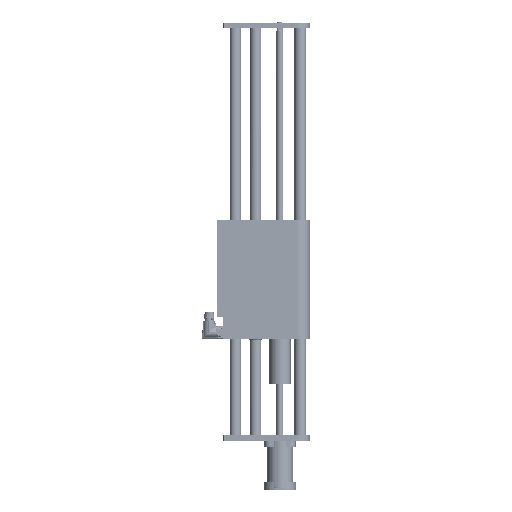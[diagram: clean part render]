
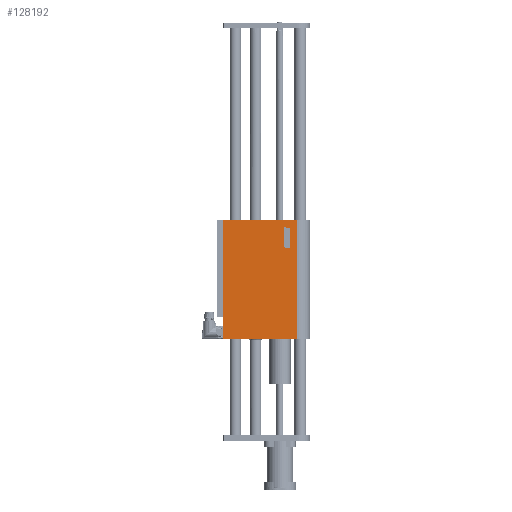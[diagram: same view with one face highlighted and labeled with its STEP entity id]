
A CAD part, left-side view. The second image highlights one B-rep face of the part: STEP entity #128192.
In plain terms, the highlighted planar face has unit normal (-1, 0, 0).
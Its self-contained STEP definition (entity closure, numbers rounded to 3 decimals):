
#281 = CARTESIAN_POINT ( 'NONE',  ( -22.5, 55.5, 103. ) ) ;
#8412 = VERTEX_POINT ( 'NONE', #123668 ) ;
#10465 = DIRECTION ( 'NONE',  ( -1., 0., 0. ) ) ;
#11196 = CARTESIAN_POINT ( 'NONE',  ( -22.5, 57., -103. ) ) ;
#15326 = DIRECTION ( 'NONE',  ( 0., -1., 0. ) ) ;
#19285 = CARTESIAN_POINT ( 'NONE',  ( -22.5, 55.5, -103. ) ) ;
#22923 = EDGE_LOOP ( 'NONE', ( #129366, #40060, #48434, #27391 ) ) ;
#27391 = ORIENTED_EDGE ( 'NONE', *, *, #46706, .T. ) ;
#31883 = ORIENTED_EDGE ( 'NONE', *, *, #35715, .T. ) ;
#33902 = VERTEX_POINT ( 'NONE', #124194 ) ;
#34421 = VECTOR ( 'NONE', #67030, 1000. ) ;
#35715 = EDGE_CURVE ( 'NONE', #118476, #88228, #154651, .T. ) ;
#39331 = VERTEX_POINT ( 'NONE', #88737 ) ;
#40060 = ORIENTED_EDGE ( 'NONE', *, *, #109848, .T. ) ;
#43588 = CARTESIAN_POINT ( 'NONE',  ( -22.5, 55.5, -103. ) ) ;
#43996 = EDGE_CURVE ( 'NONE', #88228, #8412, #60419, .T. ) ;
#45727 = CARTESIAN_POINT ( 'NONE',  ( -22.5, -71.5, -103. ) ) ;
#45987 = EDGE_CURVE ( 'NONE', #39331, #118476, #99899, .T. ) ;
#46706 = EDGE_CURVE ( 'NONE', #102552, #33902, #152860, .T. ) ;
#48274 = CARTESIAN_POINT ( 'NONE',  ( -22.5, -49.922, 0. ) ) ;
#48434 = ORIENTED_EDGE ( 'NONE', *, *, #141384, .T. ) ;
#50670 = ORIENTED_EDGE ( 'NONE', *, *, #43996, .T. ) ;
#52365 = CARTESIAN_POINT ( 'NONE',  ( -22.5, -20.701, 97.226 ) ) ;
#56232 = CARTESIAN_POINT ( 'NONE',  ( -22.5, -49.922, 91.004 ) ) ;
#59904 = CARTESIAN_POINT ( 'NONE',  ( -22.5, -71.5, -103. ) ) ;
#60419 = LINE ( 'NONE', #52365, #86632 ) ;
#62445 = DIRECTION ( 'NONE',  ( 0., 0., -1. ) ) ;
#67030 = DIRECTION ( 'NONE',  ( 0., 0., -1. ) ) ;
#69115 = FACE_OUTER_BOUND ( 'NONE', #22923, .T. ) ;
#69291 = CARTESIAN_POINT ( 'NONE',  ( -22.5, 57., -103. ) ) ;
#69457 = DIRECTION ( 'NONE',  ( 0., 0., 1. ) ) ;
#70654 = FACE_BOUND ( 'NONE', #91213, .T. ) ;
#73058 = ORIENTED_EDGE ( 'NONE', *, *, #45987, .T. ) ;
#78801 = LINE ( 'NONE', #19285, #34421 ) ;
#83140 = CARTESIAN_POINT ( 'NONE',  ( -22.5, -49.922, 56.212 ) ) ;
#83559 = VECTOR ( 'NONE', #15326, 1000. ) ;
#84400 = CARTESIAN_POINT ( 'NONE',  ( -22.5, -58.906, 0. ) ) ;
#85845 = VECTOR ( 'NONE', #69457, 1000. ) ;
#86632 = VECTOR ( 'NONE', #135989, 1000. ) ;
#88149 = VECTOR ( 'NONE', #152115, 1000. ) ;
#88228 = VERTEX_POINT ( 'NONE', #56232 ) ;
#88737 = CARTESIAN_POINT ( 'NONE',  ( -22.5, -58.906, 54.3 ) ) ;
#91132 = VERTEX_POINT ( 'NONE', #281 ) ;
#91213 = EDGE_LOOP ( 'NONE', ( #50670, #98083, #73058, #31883 ) ) ;
#92383 = VECTOR ( 'NONE', #142022, 1000. ) ;
#93945 = VECTOR ( 'NONE', #62445, 1000. ) ;
#94133 = VERTEX_POINT ( 'NONE', #43588 ) ;
#96128 = LINE ( 'NONE', #84400, #93945 ) ;
#98083 = ORIENTED_EDGE ( 'NONE', *, *, #133055, .T. ) ;
#99068 = LINE ( 'NONE', #146725, #83559 ) ;
#99899 = LINE ( 'NONE', #102202, #120522 ) ;
#102202 = CARTESIAN_POINT ( 'NONE',  ( -22.5, -13.606, 63.94 ) ) ;
#102552 = VERTEX_POINT ( 'NONE', #59904 ) ;
#105934 = PLANE ( 'NONE',  #154619 ) ;
#109848 = EDGE_CURVE ( 'NONE', #91132, #94133, #78801, .T. ) ;
#116870 = DIRECTION ( 'NONE',  ( 0., -1., 0. ) ) ;
#118476 = VERTEX_POINT ( 'NONE', #83140 ) ;
#120522 = VECTOR ( 'NONE', #136605, 1000. ) ;
#120958 = EDGE_CURVE ( 'NONE', #91132, #33902, #99068, .T. ) ;
#123668 = CARTESIAN_POINT ( 'NONE',  ( -22.5, -58.906, 89.091 ) ) ;
#124194 = CARTESIAN_POINT ( 'NONE',  ( -22.5, -71.5, 103. ) ) ;
#128192 = ADVANCED_FACE ( 'NONE', ( #69115, #70654 ), #105934, .T. ) ;
#129366 = ORIENTED_EDGE ( 'NONE', *, *, #120958, .F. ) ;
#133055 = EDGE_CURVE ( 'NONE', #8412, #39331, #96128, .T. ) ;
#135989 = DIRECTION ( 'NONE',  ( 0., -0.978, -0.208 ) ) ;
#136605 = DIRECTION ( 'NONE',  ( 0., 0.978, 0.208 ) ) ;
#141384 = EDGE_CURVE ( 'NONE', #94133, #102552, #150622, .T. ) ;
#142022 = DIRECTION ( 'NONE',  ( 0., -1., 0. ) ) ;
#146725 = CARTESIAN_POINT ( 'NONE',  ( -22.5, 57., 103. ) ) ;
#150622 = LINE ( 'NONE', #69291, #92383 ) ;
#152115 = DIRECTION ( 'NONE',  ( 0., 0., 1. ) ) ;
#152860 = LINE ( 'NONE', #45727, #88149 ) ;
#154619 = AXIS2_PLACEMENT_3D ( 'NONE', #11196, #10465, #116870 ) ;
#154651 = LINE ( 'NONE', #48274, #85845 ) ;
